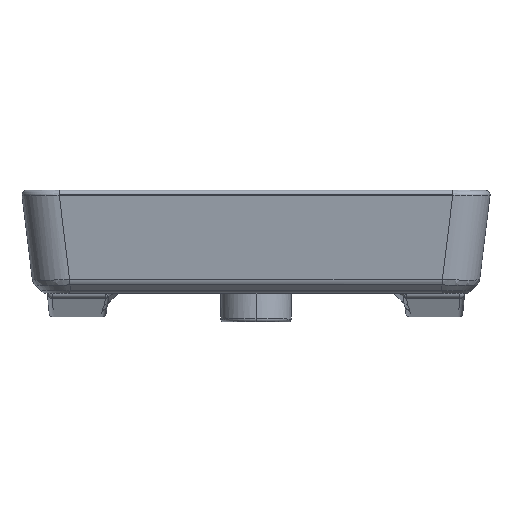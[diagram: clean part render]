
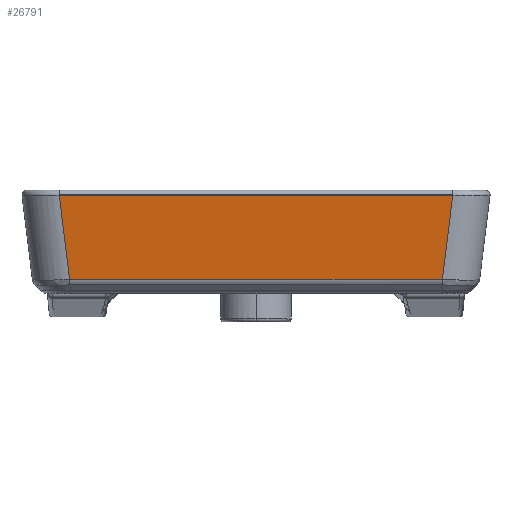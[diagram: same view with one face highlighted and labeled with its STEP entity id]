
A CAD part, top view. The second image highlights one B-rep face of the part: STEP entity #26791.
In plain terms, the highlighted planar face has unit normal (0, -0.122, 0.993).
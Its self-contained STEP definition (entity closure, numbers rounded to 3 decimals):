
#824 = VERTEX_POINT ( 'NONE', #14865 ) ;
#855 = CARTESIAN_POINT ( 'NONE',  ( 198.45, 49.812, 190.812 ) ) ;
#1009 = DIRECTION ( 'NONE',  ( 0., -0.122, 0.993 ) ) ;
#1331 = CARTESIAN_POINT ( 'NONE',  ( -250., 145., 202.5 ) ) ;
#1577 = VERTEX_POINT ( 'NONE', #28461 ) ;
#1633 = ORIENTED_EDGE ( 'NONE', *, *, #1725, .T. ) ;
#1725 = EDGE_CURVE ( 'NONE', #11998, #25459, #4058, .T. ) ;
#2669 = B_SPLINE_CURVE_WITH_KNOTS ( 'NONE', 3,
 ( #13416, #855, #6158, #5671 ),
 .UNSPECIFIED., .F., .F.,
 ( 4, 4 ),
 ( 0.399, 0.399 ),
 .UNSPECIFIED. ) ;
#2688 = EDGE_CURVE ( 'NONE', #1577, #3289, #30028, .T. ) ;
#3289 = VERTEX_POINT ( 'NONE', #14348 ) ;
#3483 = PLANE ( 'NONE',  #19446 ) ;
#4058 = LINE ( 'NONE', #9201, #12116 ) ;
#4165 = CARTESIAN_POINT ( 'NONE',  ( -198.611, 49.817, 190.813 ) ) ;
#4212 = LINE ( 'NONE', #31904, #23532 ) ;
#4698 = DIRECTION ( 'NONE',  ( 0.121, -0.985, -0.121 ) ) ;
#5403 = ORIENTED_EDGE ( 'NONE', *, *, #2688, .T. ) ;
#5671 = CARTESIAN_POINT ( 'NONE',  ( 198.61, 49.809, 190.812 ) ) ;
#6158 = CARTESIAN_POINT ( 'NONE',  ( 198.53, 49.811, 190.812 ) ) ;
#6522 = CARTESIAN_POINT ( 'NONE',  ( 198.37, 49.816, 190.813 ) ) ;
#6871 = ORIENTED_EDGE ( 'NONE', *, *, #24192, .T. ) ;
#7757 = ORIENTED_EDGE ( 'NONE', *, *, #21415, .T. ) ;
#8626 = DIRECTION ( 'NONE',  ( 0., -0.993, -0.122 ) ) ;
#8837 = VECTOR ( 'NONE', #14534, 1000. ) ;
#9201 = CARTESIAN_POINT ( 'NONE',  ( 237.893, 49.817, 190.813 ) ) ;
#10357 = VECTOR ( 'NONE', #10872, 1000. ) ;
#10713 = CARTESIAN_POINT ( 'NONE',  ( 203.562, 90.137, 195.764 ) ) ;
#10729 = EDGE_LOOP ( 'NONE', ( #7757, #5403, #29028, #1633, #6871 ) ) ;
#10872 = DIRECTION ( 'NONE',  ( 0.121, 0.985, 0.121 ) ) ;
#11998 = VERTEX_POINT ( 'NONE', #4165 ) ;
#12116 = VECTOR ( 'NONE', #31432, 1000. ) ;
#13416 = CARTESIAN_POINT ( 'NONE',  ( 198.37, 49.816, 190.813 ) ) ;
#14348 = CARTESIAN_POINT ( 'NONE',  ( -209.609, 139.391, 201.811 ) ) ;
#14534 = DIRECTION ( 'NONE',  ( -1., 0., 0. ) ) ;
#14865 = CARTESIAN_POINT ( 'NONE',  ( 198.61, 49.809, 190.812 ) ) ;
#14876 = CARTESIAN_POINT ( 'NONE',  ( -250., 139.391, 201.811 ) ) ;
#18344 = FACE_OUTER_BOUND ( 'NONE', #10729, .T. ) ;
#19446 = AXIS2_PLACEMENT_3D ( 'NONE', #1331, #1009, #8626 ) ;
#20966 = EDGE_CURVE ( 'NONE', #3289, #11998, #4212, .T. ) ;
#21415 = EDGE_CURVE ( 'NONE', #824, #1577, #30485, .T. ) ;
#23532 = VECTOR ( 'NONE', #4698, 1000. ) ;
#24192 = EDGE_CURVE ( 'NONE', #25459, #824, #2669, .T. ) ;
#25459 = VERTEX_POINT ( 'NONE', #6522 ) ;
#26791 = ADVANCED_FACE ( 'NONE', ( #18344 ), #3483, .T. ) ;
#28461 = CARTESIAN_POINT ( 'NONE',  ( 209.609, 139.391, 201.811 ) ) ;
#29028 = ORIENTED_EDGE ( 'NONE', *, *, #20966, .T. ) ;
#30028 = LINE ( 'NONE', #14876, #8837 ) ;
#30485 = LINE ( 'NONE', #10713, #10357 ) ;
#31432 = DIRECTION ( 'NONE',  ( 1., 0., 0. ) ) ;
#31904 = CARTESIAN_POINT ( 'NONE',  ( -210.879, 149.732, 203.081 ) ) ;
